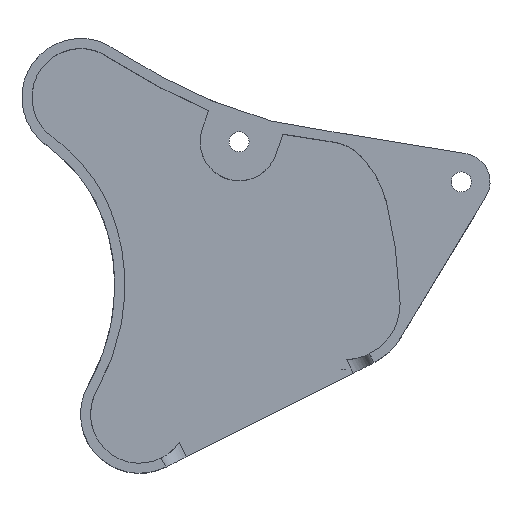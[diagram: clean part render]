
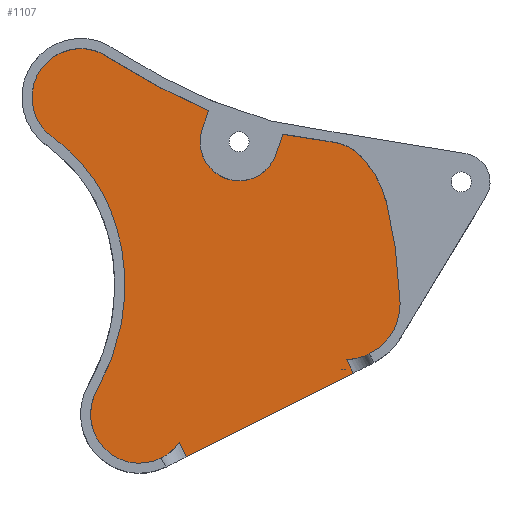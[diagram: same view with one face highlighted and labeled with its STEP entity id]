
A CAD part, top view. The second image highlights one B-rep face of the part: STEP entity #1107.
In plain terms, the highlighted planar face has unit normal (0, 0, 1).
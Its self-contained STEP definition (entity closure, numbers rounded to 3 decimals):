
#17=FACE_BOUND('',#352,.T.);
#27=PLANE('',#1209);
#102=CIRCLE('',#1202,11.449);
#103=CIRCLE('',#1210,9.699);
#104=CIRCLE('',#1211,8.533);
#105=CIRCLE('',#1212,6.773);
#106=CIRCLE('',#1213,8.5);
#107=CIRCLE('',#1214,8.5);
#137=LINE('',#2602,#195);
#150=LINE('',#2729,#208);
#155=LINE('',#2760,#213);
#156=LINE('',#2786,#214);
#157=LINE('',#2790,#215);
#195=VECTOR('',#1364,10.);
#208=VECTOR('',#1399,10.);
#213=VECTOR('',#1408,10.);
#214=VECTOR('',#1415,10.);
#215=VECTOR('',#1418,10.);
#283=FACE_OUTER_BOUND('',#351,.T.);
#351=EDGE_LOOP('',(#912,#913,#914,#915,#916,#917,#918,#919,#920,#921,#922,
#923,#924,#925));
#352=EDGE_LOOP('',(#926,#927));
#424=B_SPLINE_CURVE_WITH_KNOTS('',3,(#2765,#2766,#2767,#2768,#2769,#2770,
#2771,#2772,#2773,#2774,#2775,#2776,#2777),.UNSPECIFIED.,.F.,.F.,(4,3,3,
3,4),(-1.007,-1.,-0.818,-0.462,-0.001),
 .UNSPECIFIED.);
#425=B_SPLINE_CURVE_WITH_KNOTS('',3,(#2781,#2782,#2783,#2784),
 .UNSPECIFIED.,.F.,.F.,(4,4),(-0.228,-0.001),
 .UNSPECIFIED.);
#426=B_SPLINE_CURVE_WITH_KNOTS('',3,(#2792,#2793,#2794,#2795,#2796,#2797,
#2798),.UNSPECIFIED.,.F.,.F.,(4,3,4),(-1.001,-1.,-0.564),
 .UNSPECIFIED.);
#427=B_SPLINE_CURVE_WITH_KNOTS('',3,(#2802,#2803,#2804,#2805,#2806,#2807,
#2808,#2809,#2810,#2811,#2812,#2813,#2814,#2815,#2816,#2817),
 .UNSPECIFIED.,.F.,.F.,(4,3,3,3,3,4),(0.,0.263,0.485,
0.692,0.984,1.),.UNSPECIFIED.);
#428=B_SPLINE_CURVE_WITH_KNOTS('',3,(#2819,#2820,#2821,#2822,#2823,#2824),
 .UNSPECIFIED.,.F.,.F.,(4,2,4),(-0.065,-0.032,
0.),.UNSPECIFIED.);
#495=VERTEX_POINT('',#2599);
#496=VERTEX_POINT('',#2601);
#501=VERTEX_POINT('',#2649);
#502=VERTEX_POINT('',#2651);
#507=VERTEX_POINT('',#2728);
#511=VERTEX_POINT('',#2749);
#512=VERTEX_POINT('',#2762);
#513=VERTEX_POINT('',#2764);
#514=VERTEX_POINT('',#2778);
#515=VERTEX_POINT('',#2780);
#516=VERTEX_POINT('',#2785);
#517=VERTEX_POINT('',#2787);
#518=VERTEX_POINT('',#2789);
#519=VERTEX_POINT('',#2791);
#520=VERTEX_POINT('',#2799);
#521=VERTEX_POINT('',#2801);
#631=EDGE_CURVE('',#495,#496,#137,.T.);
#642=EDGE_CURVE('',#501,#502,#102,.T.);
#652=EDGE_CURVE('',#496,#507,#150,.T.);
#659=EDGE_CURVE('',#511,#495,#155,.T.);
#660=EDGE_CURVE('',#512,#511,#103,.T.);
#661=EDGE_CURVE('',#513,#512,#424,.T.);
#662=EDGE_CURVE('',#514,#513,#104,.T.);
#663=EDGE_CURVE('',#515,#514,#425,.T.);
#664=EDGE_CURVE('',#516,#515,#156,.T.);
#665=EDGE_CURVE('',#517,#516,#105,.T.);
#666=EDGE_CURVE('',#518,#517,#157,.T.);
#667=EDGE_CURVE('',#519,#518,#426,.T.);
#668=EDGE_CURVE('',#520,#519,#106,.T.);
#669=EDGE_CURVE('',#521,#520,#427,.T.);
#670=EDGE_CURVE('',#507,#521,#107,.T.);
#671=EDGE_CURVE('',#502,#501,#428,.T.);
#912=ORIENTED_EDGE('',*,*,#652,.F.);
#913=ORIENTED_EDGE('',*,*,#631,.F.);
#914=ORIENTED_EDGE('',*,*,#659,.F.);
#915=ORIENTED_EDGE('',*,*,#660,.F.);
#916=ORIENTED_EDGE('',*,*,#661,.F.);
#917=ORIENTED_EDGE('',*,*,#662,.F.);
#918=ORIENTED_EDGE('',*,*,#663,.F.);
#919=ORIENTED_EDGE('',*,*,#664,.F.);
#920=ORIENTED_EDGE('',*,*,#665,.F.);
#921=ORIENTED_EDGE('',*,*,#666,.F.);
#922=ORIENTED_EDGE('',*,*,#667,.F.);
#923=ORIENTED_EDGE('',*,*,#668,.F.);
#924=ORIENTED_EDGE('',*,*,#669,.F.);
#925=ORIENTED_EDGE('',*,*,#670,.F.);
#926=ORIENTED_EDGE('',*,*,#671,.F.);
#927=ORIENTED_EDGE('',*,*,#642,.F.);
#1107=ADVANCED_FACE('',(#283,#17),#27,.T.);
#1202=AXIS2_PLACEMENT_3D('',#2652,#1384,#1385);
#1209=AXIS2_PLACEMENT_3D('',#2761,#1409,#1410);
#1210=AXIS2_PLACEMENT_3D('',#2763,#1411,#1412);
#1211=AXIS2_PLACEMENT_3D('',#2779,#1413,#1414);
#1212=AXIS2_PLACEMENT_3D('',#2788,#1416,#1417);
#1213=AXIS2_PLACEMENT_3D('',#2800,#1419,#1420);
#1214=AXIS2_PLACEMENT_3D('',#2818,#1421,#1422);
#1364=DIRECTION('',(-0.894,-0.448,0.));
#1384=DIRECTION('center_axis',(0.,0.,
1.));
#1385=DIRECTION('ref_axis',(0.015,-1.,0.));
#1399=DIRECTION('',(-0.448,0.894,0.));
#1408=DIRECTION('',(0.448,-0.894,0.));
#1409=DIRECTION('center_axis',(0.,0.,1.));
#1410=DIRECTION('ref_axis',(1.,0.,0.));
#1411=DIRECTION('center_axis',(0.,0.,-1.));
#1412=DIRECTION('ref_axis',(0.448,-0.894,0.));
#1413=DIRECTION('center_axis',(0.,0.,-1.));
#1414=DIRECTION('ref_axis',(0.836,0.548,0.));
#1415=DIRECTION('',(0.32,0.947,0.));
#1416=DIRECTION('center_axis',(0.,0.,1.));
#1417=DIRECTION('ref_axis',(1.,0.,0.));
#1418=DIRECTION('',(-0.32,-0.947,0.));
#1419=DIRECTION('center_axis',(0.,0.,-1.));
#1420=DIRECTION('ref_axis',(0.594,0.804,0.));
#1421=DIRECTION('center_axis',(0.,0.,-1.));
#1422=DIRECTION('ref_axis',(-0.872,0.49,0.));
#2599=CARTESIAN_POINT('',(-51.139,2.433,-1.));
#2601=CARTESIAN_POINT('',(-80.213,-12.15,-1.));
#2602=CARTESIAN_POINT('',(-65.676,-4.858,-1.));
#2649=CARTESIAN_POINT('',(-53.169,3.021,-1.));
#2651=CARTESIAN_POINT('',(-52.52,3.013,-1.));
#2652=CARTESIAN_POINT('Origin',(-52.697,14.46,-1.));
#2728=CARTESIAN_POINT('',(-81.446,-9.692,-1.));
#2729=CARTESIAN_POINT('',(-86.698,0.78,-1.));
#2749=CARTESIAN_POINT('',(-52.311,4.769,-1.));
#2760=CARTESIAN_POINT('',(-57.624,15.362,-1.));
#2761=CARTESIAN_POINT('Origin',(-75.043,22.808,-1.));
#2762=CARTESIAN_POINT('',(-42.998,14.482,-1.));
#2763=CARTESIAN_POINT('Origin',(-52.697,14.46,-1.));
#2764=CARTESIAN_POINT('',(-48.736,38.858,-1.));
#2765=CARTESIAN_POINT('Ctrl Pts',(-48.736,38.858,-1.));
#2766=CARTESIAN_POINT('Ctrl Pts',(-48.712,38.829,-1.));
#2767=CARTESIAN_POINT('Ctrl Pts',(-48.687,38.801,-1.));
#2768=CARTESIAN_POINT('Ctrl Pts',(-48.663,38.773,-1.));
#2769=CARTESIAN_POINT('Ctrl Pts',(-48.077,38.097,-1.));
#2770=CARTESIAN_POINT('Ctrl Pts',(-47.522,37.286,-1.));
#2771=CARTESIAN_POINT('Ctrl Pts',(-47.011,36.325,-1.));
#2772=CARTESIAN_POINT('Ctrl Pts',(-46.014,34.451,-1.));
#2773=CARTESIAN_POINT('Ctrl Pts',(-45.195,31.972,-1.));
#2774=CARTESIAN_POINT('Ctrl Pts',(-44.578,28.88,-1.));
#2775=CARTESIAN_POINT('Ctrl Pts',(-43.776,24.868,-1.));
#2776=CARTESIAN_POINT('Ctrl Pts',(-43.282,19.943,-1.));
#2777=CARTESIAN_POINT('Ctrl Pts',(-42.998,14.482,-1.));
#2778=CARTESIAN_POINT('',(-54.857,42.654,-1.));
#2779=CARTESIAN_POINT('Origin',(-55.874,34.181,-1.));
#2780=CARTESIAN_POINT('',(-63.43,43.999,-1.));
#2781=CARTESIAN_POINT('Ctrl Pts',(-63.43,43.999,-1.));
#2782=CARTESIAN_POINT('Ctrl Pts',(-60.548,43.368,-1.));
#2783=CARTESIAN_POINT('Ctrl Pts',(-57.691,42.927,-1.));
#2784=CARTESIAN_POINT('Ctrl Pts',(-54.857,42.654,-1.));
#2785=CARTESIAN_POINT('',(-64.615,40.489,-1.));
#2786=CARTESIAN_POINT('',(-64.615,40.489,-1.));
#2787=CARTESIAN_POINT('',(-77.45,44.82,-1.));
#2788=CARTESIAN_POINT('Origin',(-71.032,42.654,-1.));
#2789=CARTESIAN_POINT('',(-76.341,48.104,-1.));
#2790=CARTESIAN_POINT('',(-77.45,44.82,-1.));
#2791=CARTESIAN_POINT('',(-93.535,57.231,-1.));
#2792=CARTESIAN_POINT('Ctrl Pts',(-93.535,57.231,-1.));
#2793=CARTESIAN_POINT('Ctrl Pts',(-93.517,57.22,-1.));
#2794=CARTESIAN_POINT('Ctrl Pts',(-93.499,57.209,-1.));
#2795=CARTESIAN_POINT('Ctrl Pts',(-93.481,57.198,-1.));
#2796=CARTESIAN_POINT('Ctrl Pts',(-87.71,53.572,-1.));
#2797=CARTESIAN_POINT('Ctrl Pts',(-81.997,50.471,-1.));
#2798=CARTESIAN_POINT('Ctrl Pts',(-76.341,48.104,-1.));
#2799=CARTESIAN_POINT('',(-103.594,43.527,-1.));
#2800=CARTESIAN_POINT('Origin',(-98.587,50.396,-1.));
#2801=CARTESIAN_POINT('',(-95.793,-0.614,-1.));
#2802=CARTESIAN_POINT('Ctrl Pts',(-95.793,-0.614,
-1.));
#2803=CARTESIAN_POINT('Ctrl Pts',(-93.605,3.275,-1.));
#2804=CARTESIAN_POINT('Ctrl Pts',(-92.132,7.366,-1.));
#2805=CARTESIAN_POINT('Ctrl Pts',(-91.412,11.663,-1.));
#2806=CARTESIAN_POINT('Ctrl Pts',(-90.804,15.296,-1.));
#2807=CARTESIAN_POINT('Ctrl Pts',(-90.748,19.109,-1.));
#2808=CARTESIAN_POINT('Ctrl Pts',(-91.275,22.824,-1.));
#2809=CARTESIAN_POINT('Ctrl Pts',(-91.77,26.301,-1.));
#2810=CARTESIAN_POINT('Ctrl Pts',(-92.764,29.609,-1.));
#2811=CARTESIAN_POINT('Ctrl Pts',(-94.201,32.539,-1.));
#2812=CARTESIAN_POINT('Ctrl Pts',(-96.211,36.638,-1.));
#2813=CARTESIAN_POINT('Ctrl Pts',(-99.09,40.094,-1.));
#2814=CARTESIAN_POINT('Ctrl Pts',(-102.946,43.043,-1.));
#2815=CARTESIAN_POINT('Ctrl Pts',(-103.159,43.206,-1.));
#2816=CARTESIAN_POINT('Ctrl Pts',(-103.375,43.367,-1.));
#2817=CARTESIAN_POINT('Ctrl Pts',(-103.594,43.527,-1.));
#2818=CARTESIAN_POINT('Origin',(-88.384,-4.781,-1.));
#2819=CARTESIAN_POINT('Ctrl Pts',(-52.52,3.013,-1.));
#2820=CARTESIAN_POINT('Ctrl Pts',(-52.628,3.015,-1.));
#2821=CARTESIAN_POINT('Ctrl Pts',(-52.736,3.016,-1.));
#2822=CARTESIAN_POINT('Ctrl Pts',(-52.953,3.019,-1.));
#2823=CARTESIAN_POINT('Ctrl Pts',(-53.061,3.02,-1.));
#2824=CARTESIAN_POINT('Ctrl Pts',(-53.169,3.021,-1.));
